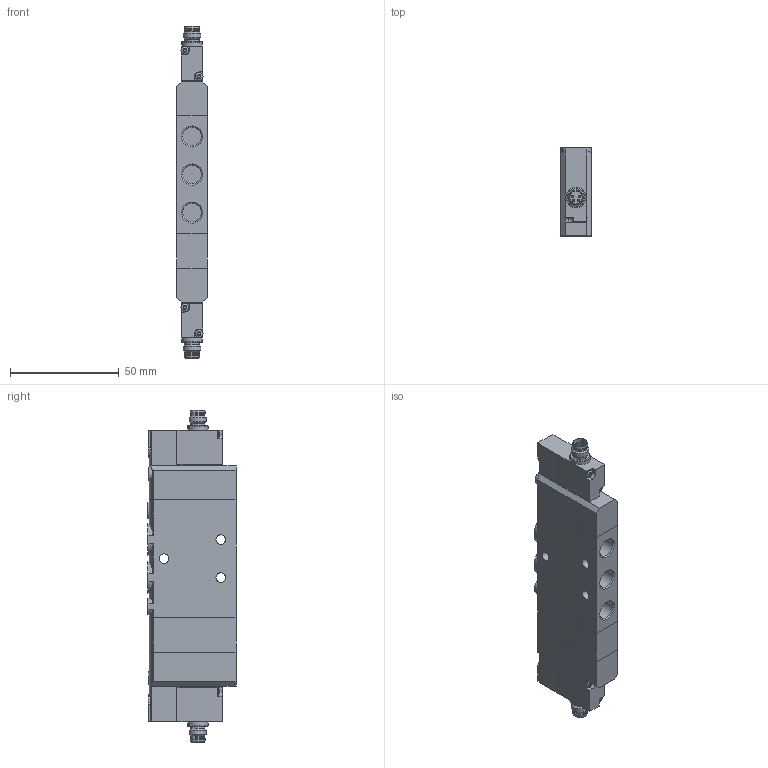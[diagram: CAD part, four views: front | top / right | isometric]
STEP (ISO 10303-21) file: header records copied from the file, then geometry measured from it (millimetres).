
FILE_DESCRIPTION(/* description */ ('STEP AP214'),/* implementation_level */ '2;1');
FILE_NAME(/* name */ '550246_CPE14-M1CH-5_3BS-1_8',/* time_stamp */ '2024-08-06T17:59:16+02:00',/* author */ ('License CC BY-ND 4.0'),/* organization */ ('CADENAS'),/* preprocessor_version */ 'ST-DEVELOPER v19.3',/* originating_system */ 'PARTsolutions',/* authorisation */ ' ');
FILE_SCHEMA (('AUTOMOTIVE_DESIGN {1 0 10303 214 3 1 1}'));
Length unit declared in the file: millimetre
Products named in the file (4): 550246 CPE14-M1CH-5/3BS-1/8; CPE14-...-5; CPE14-KMYZ9_M1CH; CPE14-ZWSTUECK_M1CH
Assembly tree (4 placements, depth 2):
  550246 CPE14-M1CH-5/3BS-1/8
    CPE14-...-5
    CPE14-KMYZ9_M1CH  x2
    CPE14-ZWSTUECK_M1CH
Bounding box: 14 x 40.4 x 152.4 mm (x, y, z)
Volume: 63370 mm3; surface area: 21392.6 mm2
Topology: 4 solids, 4 shells, 262 faces, 635 edges, 404 vertices
Faces by surface type: cylinder 110, plane 93, cone 43, torus 8, sphere 8
Full cylindrical faces by diameter (mm): 1 x8, 2 x2, 2.459 x4, 2.5 x2, 3.6 x4, 4.4 x3, 4.55 x2, 5.8 x2, 6 x2, 6.5 x4, 6.9 x2, 8 x2, 8.566 x5, 9.4 x2
Entity records: 4295 total; most frequent: CARTESIAN_POINT 874, DIRECTION 703, ORIENTED_EDGE 608, EDGE_CURVE 304, AXIS2_PLACEMENT_3D 283, EDGE_LOOP 224, FACE_BOUND 224, VERTEX_POINT 218
